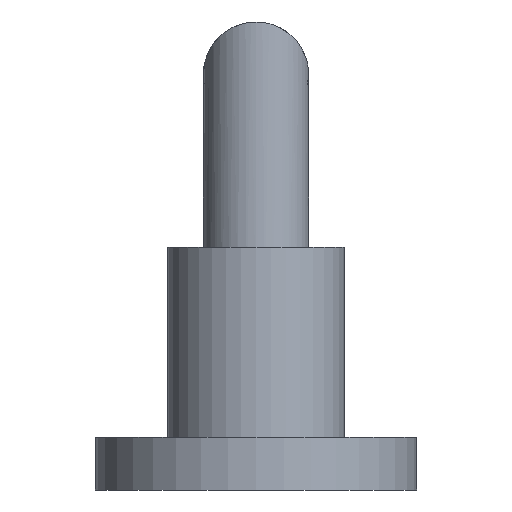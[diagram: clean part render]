
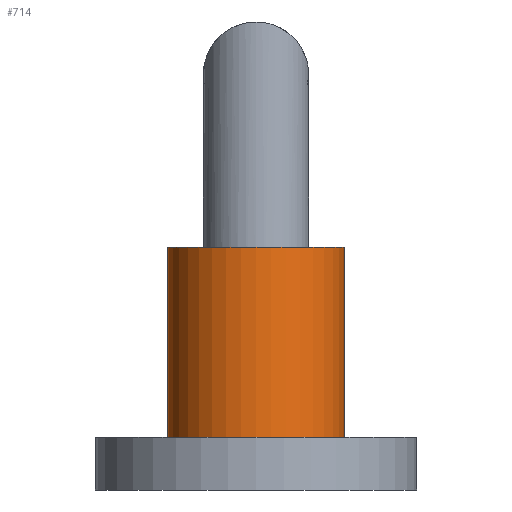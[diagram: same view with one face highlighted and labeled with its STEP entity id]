
A CAD part, left-side view. The second image highlights one B-rep face of the part: STEP entity #714.
In plain terms, the highlighted cylindrical face has radius 15.15 mm (diameter 30.3 mm), a partial arc.
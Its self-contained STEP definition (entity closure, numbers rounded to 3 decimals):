
#43 = CYLINDRICAL_SURFACE ( 'NONE', #302, 15.15 ) ;
#73 = FACE_OUTER_BOUND ( 'NONE', #468, .T. ) ;
#129 = DIRECTION ( 'NONE',  ( 0., 0., -1. ) ) ;
#141 = EDGE_CURVE ( 'NONE', #674, #263, #201, .T. ) ;
#157 = EDGE_CURVE ( 'NONE', #289, #317, #656, .T. ) ;
#166 = VECTOR ( 'NONE', #589, 1000. ) ;
#167 = LINE ( 'NONE', #613, #166 ) ;
#175 = VECTOR ( 'NONE', #617, 1000. ) ;
#185 = CARTESIAN_POINT ( 'NONE',  ( 0., -9., -15.15 ) ) ;
#201 = CIRCLE ( 'NONE', #498, 15.15 ) ;
#224 = CARTESIAN_POINT ( 'NONE',  ( 0., -9., 15.15 ) ) ;
#258 = DIRECTION ( 'NONE',  ( 0., -1., 0. ) ) ;
#263 = VERTEX_POINT ( 'NONE', #185 ) ;
#279 = ORIENTED_EDGE ( 'NONE', *, *, #157, .F. ) ;
#289 = VERTEX_POINT ( 'NONE', #577 ) ;
#302 = AXIS2_PLACEMENT_3D ( 'NONE', #556, #258, #129 ) ;
#317 = VERTEX_POINT ( 'NONE', #683 ) ;
#393 = ORIENTED_EDGE ( 'NONE', *, *, #141, .T. ) ;
#396 = DIRECTION ( 'NONE',  ( 0., -1., 0. ) ) ;
#408 = ORIENTED_EDGE ( 'NONE', *, *, #528, .T. ) ;
#427 = ORIENTED_EDGE ( 'NONE', *, *, #463, .F. ) ;
#463 = EDGE_CURVE ( 'NONE', #674, #289, #492, .T. ) ;
#468 = EDGE_LOOP ( 'NONE', ( #427, #393, #408, #279 ) ) ;
#492 = LINE ( 'NONE', #657, #175 ) ;
#498 = AXIS2_PLACEMENT_3D ( 'NONE', #687, #396, #583 ) ;
#509 = AXIS2_PLACEMENT_3D ( 'NONE', #663, #641, #629 ) ;
#528 = EDGE_CURVE ( 'NONE', #263, #317, #167, .T. ) ;
#556 = CARTESIAN_POINT ( 'NONE',  ( 0., 0., 0. ) ) ;
#577 = CARTESIAN_POINT ( 'NONE',  ( 0., -41.5, 15.15 ) ) ;
#583 = DIRECTION ( 'NONE',  ( 0., 0., -1. ) ) ;
#589 = DIRECTION ( 'NONE',  ( 0., -1., 0. ) ) ;
#613 = CARTESIAN_POINT ( 'NONE',  ( 0., 0., -15.15 ) ) ;
#617 = DIRECTION ( 'NONE',  ( 0., -1., 0. ) ) ;
#629 = DIRECTION ( 'NONE',  ( 0., 0., -1. ) ) ;
#641 = DIRECTION ( 'NONE',  ( 0., -1., 0. ) ) ;
#656 = CIRCLE ( 'NONE', #509, 15.15 ) ;
#657 = CARTESIAN_POINT ( 'NONE',  ( 0., 0., 15.15 ) ) ;
#663 = CARTESIAN_POINT ( 'NONE',  ( 0., -41.5, 0. ) ) ;
#674 = VERTEX_POINT ( 'NONE', #224 ) ;
#683 = CARTESIAN_POINT ( 'NONE',  ( 0., -41.5, -15.15 ) ) ;
#687 = CARTESIAN_POINT ( 'NONE',  ( 0., -9., 0. ) ) ;
#714 = ADVANCED_FACE ( 'NONE', ( #73 ), #43, .T. ) ;
